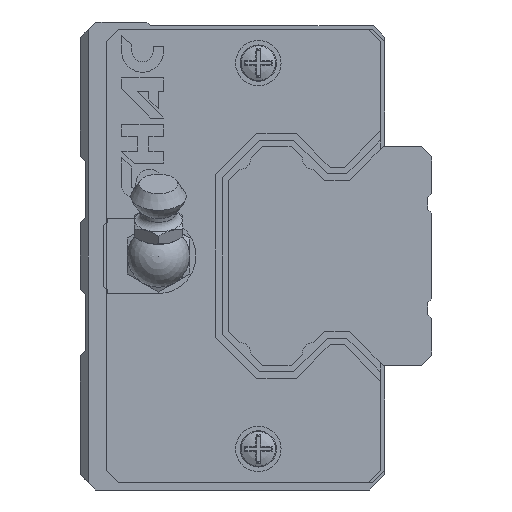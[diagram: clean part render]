
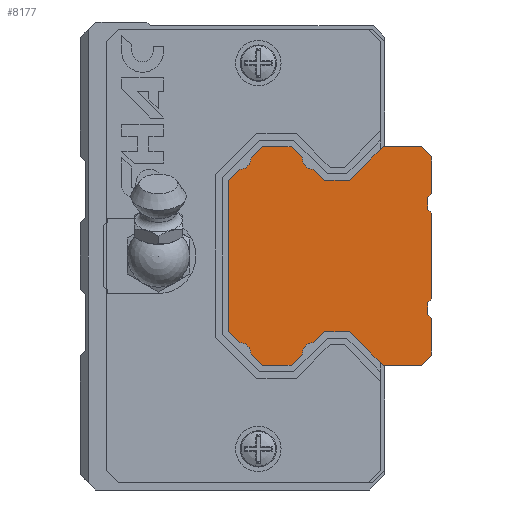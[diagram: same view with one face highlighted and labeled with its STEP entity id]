
A CAD part, left-side view. The second image highlights one B-rep face of the part: STEP entity #8177.
In plain terms, the highlighted planar face has unit normal (-1, 0, 0).
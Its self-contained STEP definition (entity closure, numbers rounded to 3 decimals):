
#221=CIRCLE('',#8733,1.411);
#222=CIRCLE('',#8734,1.411);
#223=CIRCLE('',#8735,1.411);
#224=CIRCLE('',#8736,1.411);
#436=ORIENTED_EDGE('',*,*,#2793,.T.);
#437=ORIENTED_EDGE('',*,*,#2794,.T.);
#438=ORIENTED_EDGE('',*,*,#2795,.T.);
#439=ORIENTED_EDGE('',*,*,#2759,.F.);
#440=ORIENTED_EDGE('',*,*,#2796,.T.);
#441=ORIENTED_EDGE('',*,*,#2797,.T.);
#442=ORIENTED_EDGE('',*,*,#2798,.T.);
#443=ORIENTED_EDGE('',*,*,#2763,.F.);
#444=ORIENTED_EDGE('',*,*,#2799,.F.);
#445=ORIENTED_EDGE('',*,*,#2800,.F.);
#446=ORIENTED_EDGE('',*,*,#2801,.F.);
#447=ORIENTED_EDGE('',*,*,#2802,.F.);
#448=ORIENTED_EDGE('',*,*,#2803,.F.);
#449=ORIENTED_EDGE('',*,*,#2804,.T.);
#450=ORIENTED_EDGE('',*,*,#2805,.F.);
#451=ORIENTED_EDGE('',*,*,#2806,.F.);
#452=ORIENTED_EDGE('',*,*,#2807,.F.);
#453=ORIENTED_EDGE('',*,*,#2808,.T.);
#454=ORIENTED_EDGE('',*,*,#2809,.F.);
#455=ORIENTED_EDGE('',*,*,#2810,.F.);
#456=ORIENTED_EDGE('',*,*,#2811,.F.);
#457=ORIENTED_EDGE('',*,*,#2812,.T.);
#458=ORIENTED_EDGE('',*,*,#2813,.F.);
#459=ORIENTED_EDGE('',*,*,#2814,.F.);
#460=ORIENTED_EDGE('',*,*,#2815,.F.);
#461=ORIENTED_EDGE('',*,*,#2816,.T.);
#462=ORIENTED_EDGE('',*,*,#2817,.F.);
#463=ORIENTED_EDGE('',*,*,#2818,.F.);
#464=ORIENTED_EDGE('',*,*,#2819,.F.);
#465=ORIENTED_EDGE('',*,*,#2820,.F.);
#466=ORIENTED_EDGE('',*,*,#2821,.F.);
#467=ORIENTED_EDGE('',*,*,#2750,.F.);
#2750=EDGE_CURVE('',#3930,#3931,#4739,.T.);
#2759=EDGE_CURVE('',#3939,#3937,#4745,.T.);
#2763=EDGE_CURVE('',#3943,#3941,#4749,.T.);
#2793=EDGE_CURVE('',#3930,#3970,#4775,.T.);
#2794=EDGE_CURVE('',#3970,#3971,#4776,.T.);
#2795=EDGE_CURVE('',#3971,#3937,#4777,.T.);
#2796=EDGE_CURVE('',#3939,#3972,#4778,.T.);
#2797=EDGE_CURVE('',#3972,#3973,#4779,.T.);
#2798=EDGE_CURVE('',#3973,#3941,#4780,.T.);
#2799=EDGE_CURVE('',#3974,#3943,#4781,.T.);
#2800=EDGE_CURVE('',#3975,#3974,#4782,.T.);
#2801=EDGE_CURVE('',#3976,#3975,#4783,.T.);
#2802=EDGE_CURVE('',#3977,#3976,#4784,.T.);
#2803=EDGE_CURVE('',#3978,#3977,#4785,.T.);
#2804=EDGE_CURVE('',#3978,#3979,#221,.T.);
#2805=EDGE_CURVE('',#3980,#3979,#4786,.T.);
#2806=EDGE_CURVE('',#3981,#3980,#4787,.T.);
#2807=EDGE_CURVE('',#3982,#3981,#4788,.T.);
#2808=EDGE_CURVE('',#3982,#3983,#222,.T.);
#2809=EDGE_CURVE('',#3984,#3983,#4789,.T.);
#2810=EDGE_CURVE('',#3985,#3984,#4790,.T.);
#2811=EDGE_CURVE('',#3986,#3985,#4791,.T.);
#2812=EDGE_CURVE('',#3986,#3987,#223,.T.);
#2813=EDGE_CURVE('',#3988,#3987,#4792,.T.);
#2814=EDGE_CURVE('',#3989,#3988,#4793,.T.);
#2815=EDGE_CURVE('',#3990,#3989,#4794,.T.);
#2816=EDGE_CURVE('',#3990,#3991,#224,.T.);
#2817=EDGE_CURVE('',#3992,#3991,#4795,.T.);
#2818=EDGE_CURVE('',#3993,#3992,#4796,.T.);
#2819=EDGE_CURVE('',#3994,#3993,#4797,.T.);
#2820=EDGE_CURVE('',#3995,#3994,#4798,.T.);
#2821=EDGE_CURVE('',#3931,#3995,#4799,.T.);
#3930=VERTEX_POINT('',#11664);
#3931=VERTEX_POINT('',#11666);
#3937=VERTEX_POINT('',#11679);
#3939=VERTEX_POINT('',#11683);
#3941=VERTEX_POINT('',#11688);
#3943=VERTEX_POINT('',#11692);
#3970=VERTEX_POINT('',#11752);
#3971=VERTEX_POINT('',#11754);
#3972=VERTEX_POINT('',#11757);
#3973=VERTEX_POINT('',#11759);
#3974=VERTEX_POINT('',#11762);
#3975=VERTEX_POINT('',#11764);
#3976=VERTEX_POINT('',#11766);
#3977=VERTEX_POINT('',#11768);
#3978=VERTEX_POINT('',#11770);
#3979=VERTEX_POINT('',#11772);
#3980=VERTEX_POINT('',#11774);
#3981=VERTEX_POINT('',#11776);
#3982=VERTEX_POINT('',#11778);
#3983=VERTEX_POINT('',#11780);
#3984=VERTEX_POINT('',#11782);
#3985=VERTEX_POINT('',#11784);
#3986=VERTEX_POINT('',#11786);
#3987=VERTEX_POINT('',#11788);
#3988=VERTEX_POINT('',#11790);
#3989=VERTEX_POINT('',#11792);
#3990=VERTEX_POINT('',#11794);
#3991=VERTEX_POINT('',#11796);
#3992=VERTEX_POINT('',#11798);
#3993=VERTEX_POINT('',#11800);
#3994=VERTEX_POINT('',#11802);
#3995=VERTEX_POINT('',#11804);
#4739=LINE('',#11665,#5714);
#4745=LINE('',#11684,#5720);
#4749=LINE('',#11693,#5724);
#4775=LINE('',#11751,#5750);
#4776=LINE('',#11753,#5751);
#4777=LINE('',#11755,#5752);
#4778=LINE('',#11756,#5753);
#4779=LINE('',#11758,#5754);
#4780=LINE('',#11760,#5755);
#4781=LINE('',#11761,#5756);
#4782=LINE('',#11763,#5757);
#4783=LINE('',#11765,#5758);
#4784=LINE('',#11767,#5759);
#4785=LINE('',#11769,#5760);
#4786=LINE('',#11773,#5761);
#4787=LINE('',#11775,#5762);
#4788=LINE('',#11777,#5763);
#4789=LINE('',#11781,#5764);
#4790=LINE('',#11783,#5765);
#4791=LINE('',#11785,#5766);
#4792=LINE('',#11789,#5767);
#4793=LINE('',#11791,#5768);
#4794=LINE('',#11793,#5769);
#4795=LINE('',#11797,#5770);
#4796=LINE('',#11799,#5771);
#4797=LINE('',#11801,#5772);
#4798=LINE('',#11803,#5773);
#4799=LINE('',#11805,#5774);
#5714=VECTOR('',#9380,1000.);
#5720=VECTOR('',#9394,1000.);
#5724=VECTOR('',#9400,1000.);
#5750=VECTOR('',#9438,1000.);
#5751=VECTOR('',#9439,1000.);
#5752=VECTOR('',#9440,1000.);
#5753=VECTOR('',#9441,1000.);
#5754=VECTOR('',#9442,1000.);
#5755=VECTOR('',#9443,1000.);
#5756=VECTOR('',#9444,1000.);
#5757=VECTOR('',#9445,1000.);
#5758=VECTOR('',#9446,1000.);
#5759=VECTOR('',#9447,1000.);
#5760=VECTOR('',#9448,1000.);
#5761=VECTOR('',#9451,1000.);
#5762=VECTOR('',#9452,1000.);
#5763=VECTOR('',#9453,1000.);
#5764=VECTOR('',#9456,1000.);
#5765=VECTOR('',#9457,1000.);
#5766=VECTOR('',#9458,1000.);
#5767=VECTOR('',#9461,1000.);
#5768=VECTOR('',#9462,1000.);
#5769=VECTOR('',#9463,1000.);
#5770=VECTOR('',#9466,1000.);
#5771=VECTOR('',#9467,1000.);
#5772=VECTOR('',#9468,1000.);
#5773=VECTOR('',#9469,1000.);
#5774=VECTOR('',#9470,1000.);
#6695=EDGE_LOOP('',(#436,#437,#438,#439,#440,#441,#442,#443,#444,#445,#446,
#447,#448,#449,#450,#451,#452,#453,#454,#455,#456,#457,#458,#459,#460,#461,
#462,#463,#464,#465,#466,#467));
#7252=FACE_BOUND('',#6695,.T.);
#7810=PLANE('',#8732);
#8177=ADVANCED_FACE('',(#7252),#7810,.F.);
#8732=AXIS2_PLACEMENT_3D('',#11750,#9436,#9437);
#8733=AXIS2_PLACEMENT_3D('',#11771,#9449,#9450);
#8734=AXIS2_PLACEMENT_3D('',#11779,#9454,#9455);
#8735=AXIS2_PLACEMENT_3D('',#11787,#9459,#9460);
#8736=AXIS2_PLACEMENT_3D('',#11795,#9464,#9465);
#9380=DIRECTION('',(0.,0.,-1.));
#9394=DIRECTION('',(0.,0.,-1.));
#9400=DIRECTION('',(0.,0.,-1.));
#9436=DIRECTION('',(1.,0.,0.));
#9437=DIRECTION('',(0.,0.,-1.));
#9438=DIRECTION('',(0.,0.707,0.707));
#9439=DIRECTION('',(0.,0.,1.));
#9440=DIRECTION('',(0.,-0.707,0.707));
#9441=DIRECTION('',(0.,0.707,0.707));
#9442=DIRECTION('',(0.,0.,1.));
#9443=DIRECTION('',(0.,-0.707,0.707));
#9444=DIRECTION('',(0.,-0.707,-0.707));
#9445=DIRECTION('',(0.,-1.,0.));
#9446=DIRECTION('',(0.,-0.707,0.707));
#9447=DIRECTION('',(0.,-1.,0.));
#9448=DIRECTION('',(0.,-0.707,-0.707));
#9449=DIRECTION('',(1.,0.,0.));
#9450=DIRECTION('',(0.,0.,-1.));
#9451=DIRECTION('',(0.,-0.707,-0.707));
#9452=DIRECTION('',(0.,-1.,0.));
#9453=DIRECTION('',(0.,-0.707,0.707));
#9454=DIRECTION('',(1.,0.,0.));
#9455=DIRECTION('',(0.,0.,-1.));
#9456=DIRECTION('',(0.,-0.707,0.707));
#9457=DIRECTION('',(0.,0.,1.));
#9458=DIRECTION('',(0.,0.707,0.707));
#9459=DIRECTION('',(1.,0.,0.));
#9460=DIRECTION('',(0.,0.,-1.));
#9461=DIRECTION('',(0.,0.707,0.707));
#9462=DIRECTION('',(0.,1.,0.));
#9463=DIRECTION('',(0.,0.707,-0.707));
#9464=DIRECTION('',(1.,0.,0.));
#9465=DIRECTION('',(0.,0.,-1.));
#9466=DIRECTION('',(0.,0.707,-0.707));
#9467=DIRECTION('',(0.,1.,0.));
#9468=DIRECTION('',(0.,0.707,0.707));
#9469=DIRECTION('',(0.,1.,0.));
#9470=DIRECTION('',(0.,0.707,-0.707));
#11664=CARTESIAN_POINT('',(-100.,0.,-8.));
#11665=CARTESIAN_POINT('',(-100.,0.,12.7));
#11666=CARTESIAN_POINT('',(-100.,0.,-12.7));
#11679=CARTESIAN_POINT('',(-100.,0.,-5.5));
#11683=CARTESIAN_POINT('',(-100.,0.,5.5));
#11684=CARTESIAN_POINT('',(-100.,0.,12.7));
#11688=CARTESIAN_POINT('',(-100.,0.,8.));
#11692=CARTESIAN_POINT('',(-100.,0.,12.7));
#11693=CARTESIAN_POINT('',(-100.,0.,12.7));
#11750=CARTESIAN_POINT('',(-100.,15.159,12.541));
#11751=CARTESIAN_POINT('',(-100.,0.,-8.));
#11752=CARTESIAN_POINT('',(-100.,0.5,-7.5));
#11753=CARTESIAN_POINT('',(-100.,0.5,-7.5));
#11754=CARTESIAN_POINT('',(-100.,0.5,-6.));
#11755=CARTESIAN_POINT('',(-100.,0.5,-6.));
#11756=CARTESIAN_POINT('',(-100.,0.,5.5));
#11757=CARTESIAN_POINT('',(-100.,0.5,6.));
#11758=CARTESIAN_POINT('',(-100.,0.5,6.));
#11759=CARTESIAN_POINT('',(-100.,0.5,7.5));
#11760=CARTESIAN_POINT('',(-100.,0.5,7.5));
#11761=CARTESIAN_POINT('',(-100.,1.3,14.));
#11762=CARTESIAN_POINT('',(-100.,1.3,14.));
#11763=CARTESIAN_POINT('',(-100.,6.2,14.));
#11764=CARTESIAN_POINT('',(-100.,6.2,14.));
#11765=CARTESIAN_POINT('',(-100.,10.505,9.695));
#11766=CARTESIAN_POINT('',(-100.,10.505,9.695));
#11767=CARTESIAN_POINT('',(-100.,13.7,9.695));
#11768=CARTESIAN_POINT('',(-100.,13.7,9.695));
#11769=CARTESIAN_POINT('',(-100.,15.135,11.13));
#11770=CARTESIAN_POINT('',(-100.,15.135,11.13));
#11771=CARTESIAN_POINT('',(-100.,15.159,12.541));
#11772=CARTESIAN_POINT('',(-100.,16.57,12.565));
#11773=CARTESIAN_POINT('',(-100.,18.005,14.));
#11774=CARTESIAN_POINT('',(-100.,18.005,14.));
#11775=CARTESIAN_POINT('',(-100.,21.695,14.));
#11776=CARTESIAN_POINT('',(-100.,21.695,14.));
#11777=CARTESIAN_POINT('',(-100.,23.13,12.565));
#11778=CARTESIAN_POINT('',(-100.,23.13,12.565));
#11779=CARTESIAN_POINT('',(-100.,24.541,12.541));
#11780=CARTESIAN_POINT('',(-100.,24.565,11.13));
#11781=CARTESIAN_POINT('',(-100.,26.,9.695));
#11782=CARTESIAN_POINT('',(-100.,26.,9.695));
#11783=CARTESIAN_POINT('',(-100.,26.,-9.695));
#11784=CARTESIAN_POINT('',(-100.,26.,-9.695));
#11785=CARTESIAN_POINT('',(-100.,24.565,-11.13));
#11786=CARTESIAN_POINT('',(-100.,24.565,-11.13));
#11787=CARTESIAN_POINT('',(-100.,24.541,-12.541));
#11788=CARTESIAN_POINT('',(-100.,23.13,-12.565));
#11789=CARTESIAN_POINT('',(-100.,21.695,-14.));
#11790=CARTESIAN_POINT('',(-100.,21.695,-14.));
#11791=CARTESIAN_POINT('',(-100.,18.005,-14.));
#11792=CARTESIAN_POINT('',(-100.,18.005,-14.));
#11793=CARTESIAN_POINT('',(-100.,16.57,-12.565));
#11794=CARTESIAN_POINT('',(-100.,16.57,-12.565));
#11795=CARTESIAN_POINT('',(-100.,15.159,-12.541));
#11796=CARTESIAN_POINT('',(-100.,15.135,-11.13));
#11797=CARTESIAN_POINT('',(-100.,13.7,-9.695));
#11798=CARTESIAN_POINT('',(-100.,13.7,-9.695));
#11799=CARTESIAN_POINT('',(-100.,10.505,-9.695));
#11800=CARTESIAN_POINT('',(-100.,10.505,-9.695));
#11801=CARTESIAN_POINT('',(-100.,6.2,-14.));
#11802=CARTESIAN_POINT('',(-100.,6.2,-14.));
#11803=CARTESIAN_POINT('',(-100.,1.3,-14.));
#11804=CARTESIAN_POINT('',(-100.,1.3,-14.));
#11805=CARTESIAN_POINT('',(-100.,0.,-12.7));
